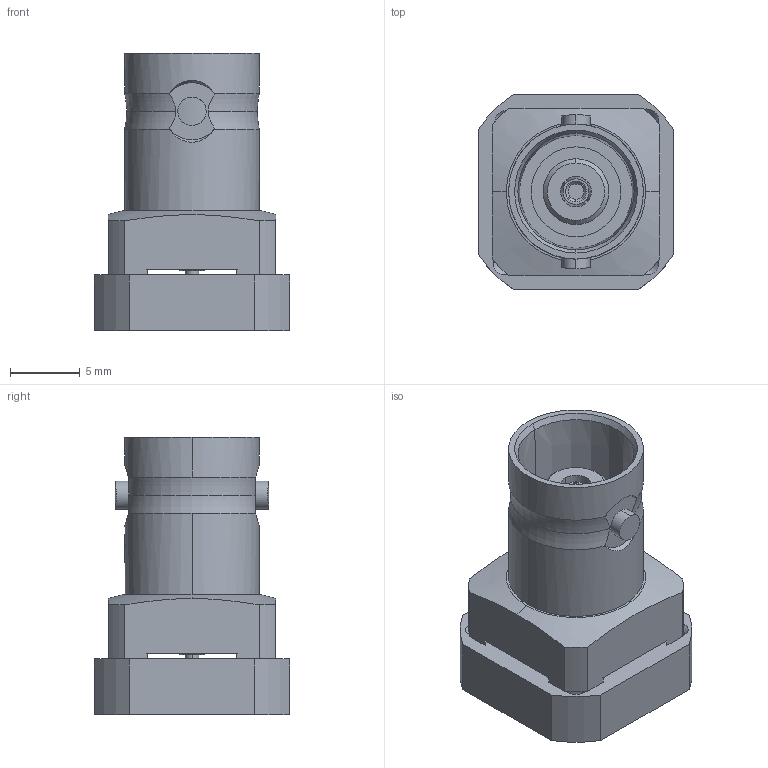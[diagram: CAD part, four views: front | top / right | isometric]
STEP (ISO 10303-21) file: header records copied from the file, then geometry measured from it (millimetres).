
FILE_DESCRIPTION (( 'STEP AP214' ), '1' );
FILE_NAME ('J01001A1944.STEP', '2017-06-19T07:21:20', ( '' ), ( '' ), 'SwSTEP 2.0', 'SolidWorks 2015', '' );
FILE_SCHEMA (( 'AUTOMOTIVE_DESIGN' ));
Length unit declared in the file: millimetre
Products named in the file (1): J01001A1944
Bounding box: 14 x 14 x 19.9 mm (x, y, z)
Volume: 1382.1 mm3; surface area: 1832.8 mm2
Topology: 2 solids, 2 shells, 177 faces, 449 edges, 293 vertices
Faces by surface type: plane 77, cylinder 60, cone 34, torus 6
Entity records: 7556 total; most frequent: CARTESIAN_POINT 1302, ORIENTED_EDGE 898, DIRECTION 890, EDGE_CURVE 449, AXIS2_PLACEMENT_3D 339, VERTEX_POINT 293, VECTOR 212, LINE 212
